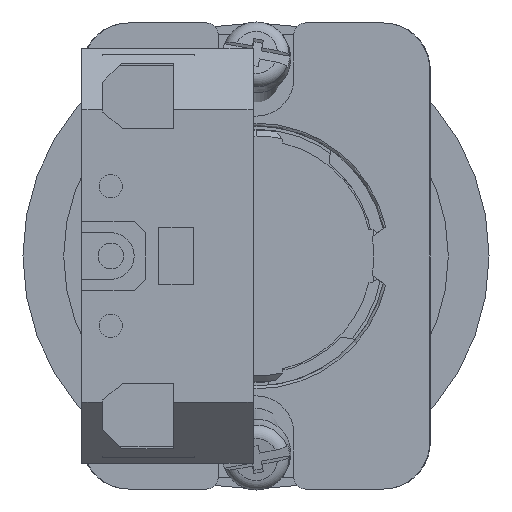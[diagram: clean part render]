
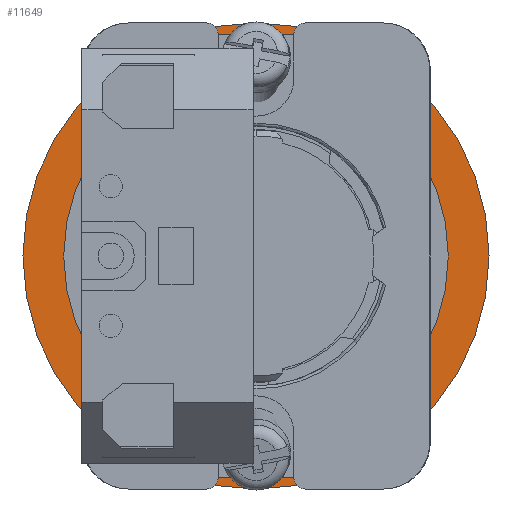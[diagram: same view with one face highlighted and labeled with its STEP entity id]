
A CAD part, front view. The second image highlights one B-rep face of the part: STEP entity #11649.
In plain terms, the highlighted planar face has unit normal (0, -1, 0).
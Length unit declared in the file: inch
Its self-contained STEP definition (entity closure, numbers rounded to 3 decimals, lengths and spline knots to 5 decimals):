
#163 = DIRECTION ( 'NONE',  ( 0., 1., 0. ) ) ;
#531 = CARTESIAN_POINT ( 'NONE',  ( 0., 1.47205, 0.7874 ) ) ;
#556 = DIRECTION ( 'NONE',  ( 0., 0., 1. ) ) ;
#1168 = CARTESIAN_POINT ( 'NONE',  ( 0., 1.47205, 0. ) ) ;
#1300 = EDGE_CURVE ( 'NONE', #10257, #7724, #12144, .T. ) ;
#1528 = FACE_OUTER_BOUND ( 'NONE', #8710, .T. ) ;
#1619 = AXIS2_PLACEMENT_3D ( 'NONE', #12562, #6561, #556 ) ;
#1847 = CARTESIAN_POINT ( 'NONE',  ( 0., 1.47205, 0. ) ) ;
#2086 = CARTESIAN_POINT ( 'NONE',  ( -0.64961, 1.47205, 0. ) ) ;
#2135 = CARTESIAN_POINT ( 'NONE',  ( 0., 1.47205, -0.64961 ) ) ;
#2193 = DIRECTION ( 'NONE',  ( 0., 0., 1. ) ) ;
#2851 = DIRECTION ( 'NONE',  ( 0., 0., 1. ) ) ;
#3318 = AXIS2_PLACEMENT_3D ( 'NONE', #2086, #11111, #5101 ) ;
#3578 = FACE_BOUND ( 'NONE', #12659, .T. ) ;
#4919 = AXIS2_PLACEMENT_3D ( 'NONE', #1168, #8188, #2193 ) ;
#5101 = DIRECTION ( 'NONE',  ( 0., 0., -1. ) ) ;
#6095 = EDGE_CURVE ( 'NONE', #6508, #11250, #10353, .T. ) ;
#6301 = EDGE_CURVE ( 'NONE', #11250, #6508, #12859, .T. ) ;
#6508 = VERTEX_POINT ( 'NONE', #2135 ) ;
#6561 = DIRECTION ( 'NONE',  ( 0., 1., 0. ) ) ;
#7223 = ORIENTED_EDGE ( 'NONE', *, *, #1300, .F. ) ;
#7663 = ORIENTED_EDGE ( 'NONE', *, *, #6095, .T. ) ;
#7724 = VERTEX_POINT ( 'NONE', #531 ) ;
#7843 = CARTESIAN_POINT ( 'NONE',  ( 0., 1.47205, -0.7874 ) ) ;
#8188 = DIRECTION ( 'NONE',  ( 0., 1., 0. ) ) ;
#8671 = ORIENTED_EDGE ( 'NONE', *, *, #9551, .F. ) ;
#8710 = EDGE_LOOP ( 'NONE', ( #8671, #7223 ) ) ;
#8834 = DIRECTION ( 'NONE',  ( 0., 1., 0. ) ) ;
#9392 = AXIS2_PLACEMENT_3D ( 'NONE', #1847, #8834, #2851 ) ;
#9551 = EDGE_CURVE ( 'NONE', #7724, #10257, #12106, .T. ) ;
#10106 = PLANE ( 'NONE',  #3318 ) ;
#10257 = VERTEX_POINT ( 'NONE', #7843 ) ;
#10353 = CIRCLE ( 'NONE', #4919, 0.64961 ) ;
#10824 = AXIS2_PLACEMENT_3D ( 'NONE', #11113, #163, #12247 ) ;
#11111 = DIRECTION ( 'NONE',  ( 0., -1., 0. ) ) ;
#11113 = CARTESIAN_POINT ( 'NONE',  ( 0., 1.47205, 0. ) ) ;
#11250 = VERTEX_POINT ( 'NONE', #11794 ) ;
#11649 = ADVANCED_FACE ( 'NONE', ( #3578, #1528 ), #10106, .T. ) ;
#11794 = CARTESIAN_POINT ( 'NONE',  ( 0., 1.47205, 0.64961 ) ) ;
#11889 = ORIENTED_EDGE ( 'NONE', *, *, #6301, .T. ) ;
#12106 = CIRCLE ( 'NONE', #9392, 0.7874 ) ;
#12144 = CIRCLE ( 'NONE', #10824, 0.7874 ) ;
#12247 = DIRECTION ( 'NONE',  ( 0., 0., 1. ) ) ;
#12562 = CARTESIAN_POINT ( 'NONE',  ( 0., 1.47205, 0. ) ) ;
#12659 = EDGE_LOOP ( 'NONE', ( #11889, #7663 ) ) ;
#12859 = CIRCLE ( 'NONE', #1619, 0.64961 ) ;
